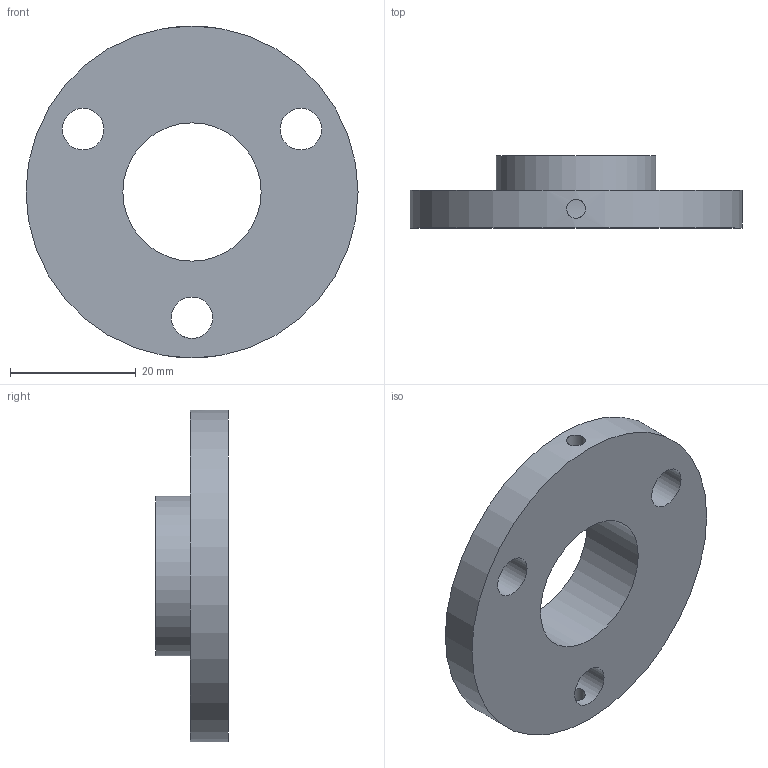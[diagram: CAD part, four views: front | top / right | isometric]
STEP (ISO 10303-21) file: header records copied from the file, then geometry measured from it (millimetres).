
FILE_DESCRIPTION(/* description */ (''),/* implementation_level */ '2;1');
FILE_NAME(/* name */ 'flat_clamping.step',/* time_stamp */ '2020-10-16T09:56:10+02:00',/* author */ (''),/* organization */ (''),/* preprocessor_version */ 'ST-DEVELOPER v18.1',/* originating_system */ 'Autodesk Translation Framework v9.3.0.1241',/* authorisation */ '');
FILE_SCHEMA (('AUTOMOTIVE_DESIGN { 1 0 10303 214 3 1 1 }'));
Length unit declared in the file: millimetre
Products named in the file (1): flat_clamping
Bounding box: 52.8 x 11.5 x 52.8 mm (x, y, z)
Volume: 10824.7 mm3; surface area: 6152 mm2
Topology: 1 solids, 1 shells, 12 faces, 26 edges, 18 vertices
Faces by surface type: cylinder 9, plane 3
Full cylindrical faces by diameter (mm): 3 x2, 6.6 x3, 22 x1, 25.4 x1, 52.8 x1
Entity records: 533 total; most frequent: CARTESIAN_POINT 192, DIRECTION 58, ORIENTED_EDGE 52, EDGE_CURVE 26, AXIS2_PLACEMENT_3D 25, EDGE_LOOP 24, VERTEX_POINT 18, FACE_BOUND 12
